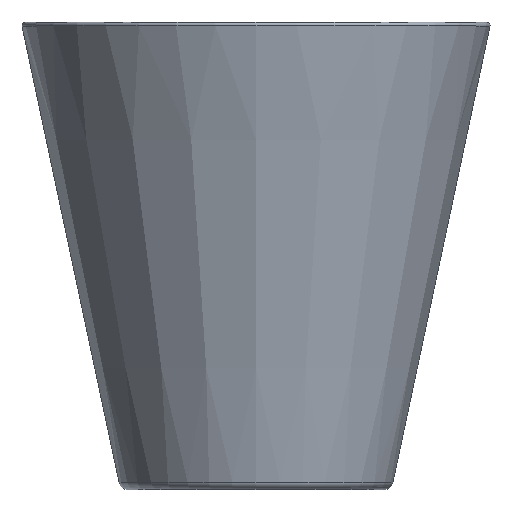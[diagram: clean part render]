
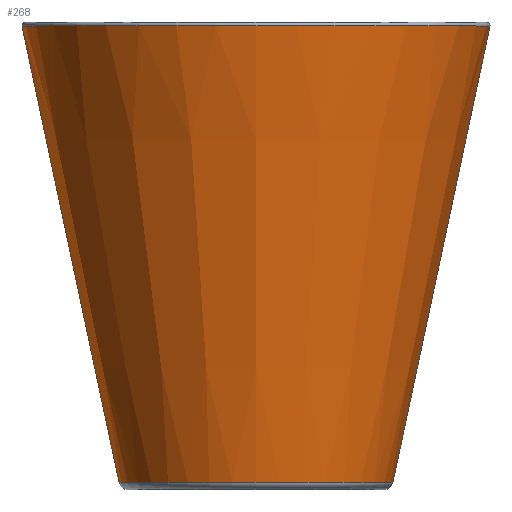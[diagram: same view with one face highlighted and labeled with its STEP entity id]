
A CAD part, top view. The second image highlights one B-rep face of the part: STEP entity #268.
In plain terms, the highlighted conical face has half-angle 12 degrees and reference radius 61.624 mm.
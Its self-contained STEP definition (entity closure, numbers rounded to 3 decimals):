
#56=CARTESIAN_POINT('',(0.,77.74,0.));
#57=DIRECTION('',(0.,1.,0.));
#58=DIRECTION('',(-1.,0.,0.));
#59=AXIS2_PLACEMENT_3D('',#56,#57,#58);
#61=DIRECTION('',(0.208,0.978,0.));
#62=VECTOR('',#61,155.057);
#63=CARTESIAN_POINT('',(45.505,-73.928,0.));
#64=LINE('',#63,#62);
#65=CARTESIAN_POINT('',(0.,-73.928,0.));
#66=DIRECTION('',(0.,1.,0.));
#67=DIRECTION('',(-1.,0.,0.));
#68=AXIS2_PLACEMENT_3D('',#65,#66,#67);
#70=DIRECTION('',(-0.208,0.978,0.));
#71=VECTOR('',#70,155.057);
#72=CARTESIAN_POINT('',(-45.505,-73.928,
0.));
#73=LINE('',#72,#71);
#137=CARTESIAN_POINT('',(45.505,-73.928,0.));
#138=CARTESIAN_POINT('',(-45.505,-73.928,0.));
#139=VERTEX_POINT('',#137);
#140=VERTEX_POINT('',#138);
#149=CARTESIAN_POINT('',(77.743,77.74,0.));
#150=CARTESIAN_POINT('',(-77.743,77.74,0.));
#151=VERTEX_POINT('',#149);
#152=VERTEX_POINT('',#150);
#256=CARTESIAN_POINT('',(0.,1.906,0.));
#257=DIRECTION('',(0.,1.,0.));
#258=DIRECTION('',(1.,0.,0.));
#259=AXIS2_PLACEMENT_3D('',#256,#257,#258);
#260=CONICAL_SURFACE('',#259,61.624,12.);
#261=ORIENTED_EDGE('',*,*,#250,.T.);
#262=ORIENTED_EDGE('',*,*,#206,.F.);
#264=ORIENTED_EDGE('',*,*,#263,.F.);
#265=ORIENTED_EDGE('',*,*,#203,.T.);
#266=EDGE_LOOP('',(#261,#262,#264,#265));
#267=FACE_OUTER_BOUND('',#266,.F.);
#268=ADVANCED_FACE('',(#267),#260,.T.);
#60=CIRCLE('',#59,77.743);
#69=CIRCLE('',#68,45.505);
#203=EDGE_CURVE('',#140,#152,#73,.T.);
#206=EDGE_CURVE('',#139,#151,#64,.T.);
#250=EDGE_CURVE('',#152,#151,#60,.T.);
#263=EDGE_CURVE('',#140,#139,#69,.T.);
